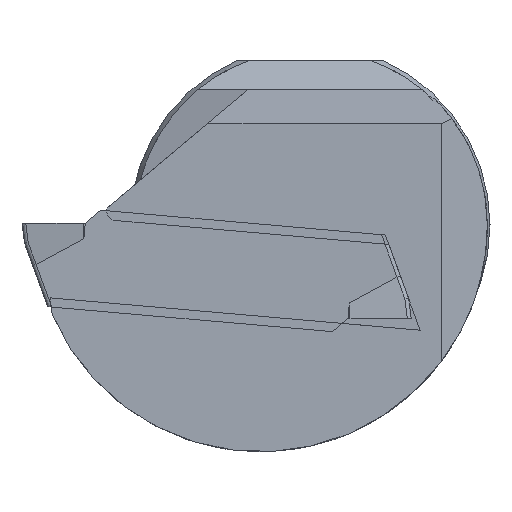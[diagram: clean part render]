
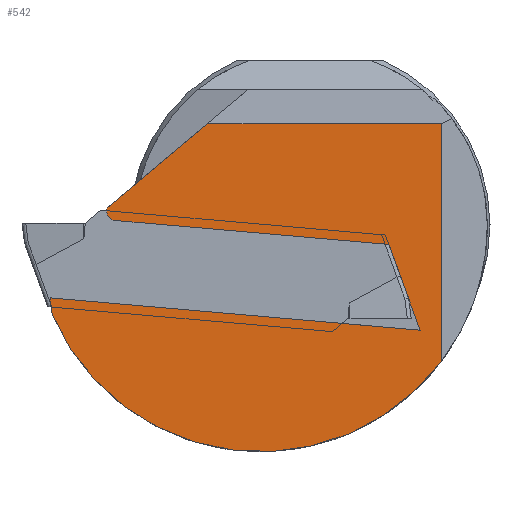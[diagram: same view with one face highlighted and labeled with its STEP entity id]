
A CAD part, left-side view. The second image highlights one B-rep face of the part: STEP entity #542.
In plain terms, the highlighted planar face has unit normal (-1, 0, 0).
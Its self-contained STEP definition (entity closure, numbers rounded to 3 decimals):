
#542=ADVANCED_FACE('',(#640),#602,.T.);
#602=PLANE('',#1570);
#640=FACE_OUTER_BOUND('',#699,.T.);
#699=EDGE_LOOP('',(#782,#783,#784,#785,#786,#787,#788,#789,#790));
#762=CIRCLE('',#1568,12.6);
#763=CIRCLE('',#1569,0.5);
#782=ORIENTED_EDGE('',*,*,#1207,.T.);
#783=ORIENTED_EDGE('',*,*,#1208,.T.);
#784=ORIENTED_EDGE('',*,*,#1209,.T.);
#785=ORIENTED_EDGE('',*,*,#1210,.F.);
#786=ORIENTED_EDGE('',*,*,#1211,.F.);
#787=ORIENTED_EDGE('',*,*,#1212,.T.);
#788=ORIENTED_EDGE('',*,*,#1213,.T.);
#789=ORIENTED_EDGE('',*,*,#1214,.T.);
#790=ORIENTED_EDGE('',*,*,#1215,.T.);
#1102=VERTEX_POINT('',#2009);
#1103=VERTEX_POINT('',#2010);
#1104=VERTEX_POINT('',#2012);
#1105=VERTEX_POINT('',#2014);
#1106=VERTEX_POINT('',#2016);
#1107=VERTEX_POINT('',#2018);
#1108=VERTEX_POINT('',#2020);
#1109=VERTEX_POINT('',#2022);
#1110=VERTEX_POINT('',#2024);
#1207=EDGE_CURVE('',#1102,#1103,#1363,.T.);
#1208=EDGE_CURVE('',#1103,#1104,#1364,.T.);
#1209=EDGE_CURVE('',#1104,#1105,#762,.T.);
#1210=EDGE_CURVE('',#1106,#1105,#1365,.T.);
#1211=EDGE_CURVE('',#1107,#1106,#1366,.T.);
#1212=EDGE_CURVE('',#1107,#1108,#1367,.T.);
#1213=EDGE_CURVE('',#1108,#1109,#763,.T.);
#1214=EDGE_CURVE('',#1109,#1110,#1368,.T.);
#1215=EDGE_CURVE('',#1110,#1102,#1369,.T.);
#1363=LINE('',#2008,#1464);
#1364=LINE('',#2011,#1465);
#1365=LINE('',#2015,#1466);
#1366=LINE('',#2017,#1467);
#1367=LINE('',#2019,#1468);
#1368=LINE('',#2023,#1469);
#1369=LINE('',#2025,#1470);
#1464=VECTOR('',#1688,1.);
#1465=VECTOR('',#1689,1.);
#1466=VECTOR('',#1692,1.);
#1467=VECTOR('',#1693,1.);
#1468=VECTOR('',#1694,1.);
#1469=VECTOR('',#1697,1.);
#1470=VECTOR('',#1698,1.);
#1568=AXIS2_PLACEMENT_3D('',#2013,#1690,#1691);
#1569=AXIS2_PLACEMENT_3D('',#2021,#1695,#1696);
#1570=AXIS2_PLACEMENT_3D('',#2026,#1699,#1700);
#1688=DIRECTION('',(0.,0.996,0.087));
#1689=DIRECTION('',(0.,-0.122,-0.993));
#1690=DIRECTION('',(-1.,0.,0.));
#1691=DIRECTION('',(0.,0.,1.));
#1692=DIRECTION('',(0.,0.,-1.));
#1693=DIRECTION('',(0.,-1.,0.));
#1694=DIRECTION('',(0.,0.766,-0.643));
#1695=DIRECTION('',(-1.,0.,0.));
#1696=DIRECTION('',(0.,0.,1.));
#1697=DIRECTION('',(0.,-0.996,-0.087));
#1698=DIRECTION('',(0.,-0.342,-0.94));
#1699=DIRECTION('',(-1.,0.,0.));
#1700=DIRECTION('',(0.,0.,1.));
#2008=CARTESIAN_POINT('',(0.3,0.461,-5.275));
#2009=CARTESIAN_POINT('',(0.3,-6.12,-5.851));
#2010=CARTESIAN_POINT('',(0.3,14.438,-4.052));
#2011=CARTESIAN_POINT('',(0.3,14.714,-1.807));
#2012=CARTESIAN_POINT('',(0.3,14.324,-4.981));
#2013=CARTESIAN_POINT('',(0.3,2.75,0.));
#2014=CARTESIAN_POINT('',(0.3,-7.3,-7.6));
#2015=CARTESIAN_POINT('',(0.3,-7.3,0.));
#2016=CARTESIAN_POINT('',(0.3,-7.3,5.635));
#2017=CARTESIAN_POINT('',(0.3,0.,5.635));
#2018=CARTESIAN_POINT('',(0.3,5.671,5.635));
#2019=CARTESIAN_POINT('',(0.3,5.118,6.099));
#2020=CARTESIAN_POINT('',(0.3,11.25,0.953));
#2021=CARTESIAN_POINT('',(0.3,10.793,0.749));
#2022=CARTESIAN_POINT('',(0.3,10.837,0.251));
#2023=CARTESIAN_POINT('',(0.3,0.061,-0.692));
#2024=CARTESIAN_POINT('',(0.3,-4.384,-1.081));
#2025=CARTESIAN_POINT('',(0.3,-3.524,1.283));
#2026=CARTESIAN_POINT('',(0.3,0.,0.));
